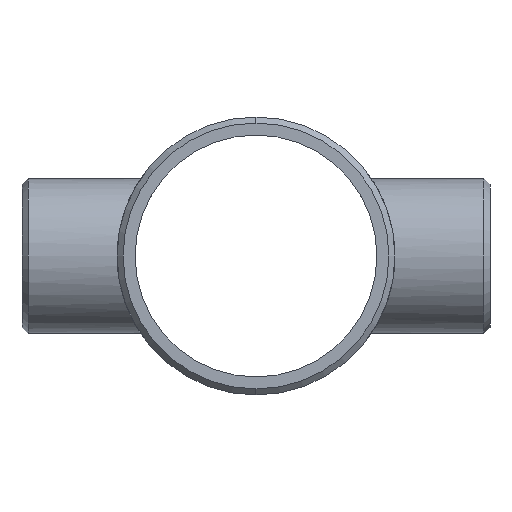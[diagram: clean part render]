
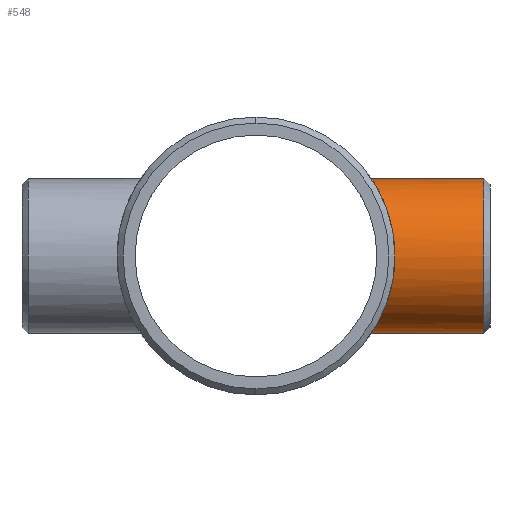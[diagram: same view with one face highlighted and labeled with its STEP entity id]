
A CAD part, left-side view. The second image highlights one B-rep face of the part: STEP entity #548.
In plain terms, the highlighted cylindrical face has radius 16.764 mm (diameter 33.528 mm), a partial arc.
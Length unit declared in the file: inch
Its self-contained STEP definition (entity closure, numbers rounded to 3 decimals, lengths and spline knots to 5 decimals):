
#9 = CARTESIAN_POINT ( 'NONE',  ( -0.08859, -0.99092, -0.6544 ) ) ;
#55 = AXIS2_PLACEMENT_3D ( 'NONE', #117, #131, #806 ) ;
#74 = CARTESIAN_POINT ( 'NONE',  ( -0.5231, -1.11703, 0.40474 ) ) ;
#83 = CARTESIAN_POINT ( 'NONE',  ( -0.64452, -1.17897, 0.14252 ) ) ;
#89 = CARTESIAN_POINT ( 'NONE',  ( -0.57109, -1.14029, -0.33357 ) ) ;
#117 = CARTESIAN_POINT ( 'NONE',  ( 0., -2., 0. ) ) ;
#124 = ORIENTED_EDGE ( 'NONE', *, *, #775, .T. ) ;
#131 = DIRECTION ( 'NONE',  ( 0., 1., 0. ) ) ;
#138 = DIRECTION ( 'NONE',  ( 0., 1., 0. ) ) ;
#155 = CARTESIAN_POINT ( 'NONE',  ( -0.64203, -1.17761, 0.15334 ) ) ;
#160 = CARTESIAN_POINT ( 'NONE',  ( -0.29572, -1.02981, 0.59162 ) ) ;
#171 = CARTESIAN_POINT ( 'NONE',  ( -0.05524, -0.98868, 0.65778 ) ) ;
#179 = CARTESIAN_POINT ( 'NONE',  ( -0.55911, -1.13448, 0.35136 ) ) ;
#196 = CARTESIAN_POINT ( 'NONE',  ( 0., -1.94867, 0.66 ) ) ;
#209 = ORIENTED_EDGE ( 'NONE', *, *, #647, .F. ) ;
#216 = CIRCLE ( 'NONE', #1119, 0.66 ) ;
#256 = CARTESIAN_POINT ( 'NONE',  ( -0.022, -0.98738, 0.65973 ) ) ;
#268 = VERTEX_POINT ( 'NONE', #690 ) ;
#276 = CARTESIAN_POINT ( 'NONE',  ( 0., -0.9872, -0.66 ) ) ;
#327 = DIRECTION ( 'NONE',  ( 0., 0., -1. ) ) ;
#331 = EDGE_LOOP ( 'NONE', ( #124, #895, #770, #209 ) ) ;
#336 = CARTESIAN_POINT ( 'NONE',  ( -0.17392, -1.00219, 0.63704 ) ) ;
#351 = EDGE_CURVE ( 'NONE', #526, #268, #557, .T. ) ;
#353 = CARTESIAN_POINT ( 'NONE',  ( -0.65994, -1.18747, 0.04487 ) ) ;
#357 = CARTESIAN_POINT ( 'NONE',  ( -0.40313, -1.06623, 0.52301 ) ) ;
#370 = VERTEX_POINT ( 'NONE', #196 ) ;
#425 = CARTESIAN_POINT ( 'NONE',  ( 0., -0.9872, 0.66 ) ) ;
#431 = CARTESIAN_POINT ( 'NONE',  ( -0.57024, -1.14002, 0.33299 ) ) ;
#435 = CARTESIAN_POINT ( 'NONE',  ( -0.62392, -1.16782, 0.21633 ) ) ;
#440 = CARTESIAN_POINT ( 'NONE',  ( -0.08835, -0.9909, 0.65444 ) ) ;
#473 = CYLINDRICAL_SURFACE ( 'NONE', #55, 0.66 ) ;
#508 = CARTESIAN_POINT ( 'NONE',  ( -0.62539, -1.16853, -0.21539 ) ) ;
#513 = CARTESIAN_POINT ( 'NONE',  ( -0.59985, -1.15513, 0.27612 ) ) ;
#516 = VECTOR ( 'NONE', #138, 39.37008 ) ;
#518 = CARTESIAN_POINT ( 'NONE',  ( -0.45149, -1.08546, 0.48188 ) ) ;
#523 = CARTESIAN_POINT ( 'NONE',  ( -0.49542, -1.10447, -0.43659 ) ) ;
#526 = VERTEX_POINT ( 'NONE', #573 ) ;
#529 = CARTESIAN_POINT ( 'NONE',  ( -0.63359, -1.17302, 0.18517 ) ) ;
#548 = ADVANCED_FACE ( 'NONE', ( #642 ), #473, .T. ) ;
#557 = B_SPLINE_CURVE_WITH_KNOTS ( 'NONE', 3,
 ( #425, #943, #256, #1133, #171, #440, #873, #609, #336, #1127, #853, #160, #1140, #950, #357, #860, #518, #963, #74, #179, #431, #867, #513, #683, #435, #529, #774, #155, #83, #781, #353, #786, #600, #938, #698, #1052, #508, #615, #89, #956, #762, #523, #1144, #704, #1035, #879, #646, #1074, #884, #994, #624, #722, #9, #1067, #1151, #276 ),
 .UNSPECIFIED., .F., .F.,
 ( 4, 2, 2, 2, 2, 2, 2, 2, 2, 2, 2, 2, 2, 2, 2, 2, 2, 2, 2, 2, 2, 2, 2, 2, 2, 2, 2, 4 ),
 ( 0.05357, 0.0544, 0.05524, 0.0569, 0.05857, 0.06024, 0.06358, 0.06525, 0.06692, 0.07026, 0.07193, 0.0736, 0.07527, 0.0761, 0.07694, 0.08028, 0.08195, 0.08362, 0.08696, 0.09029, 0.09196, 0.09363, 0.09697, 0.09864, 0.10031, 0.10365, 0.10532, 0.10699 ),
 .UNSPECIFIED. ) ;
#573 = CARTESIAN_POINT ( 'NONE',  ( 0., -0.9872, 0.66 ) ) ;
#599 = LINE ( 'NONE', #1131, #763 ) ;
#600 = CARTESIAN_POINT ( 'NONE',  ( -0.65896, -1.18692, -0.04315 ) ) ;
#609 = CARTESIAN_POINT ( 'NONE',  ( -0.15285, -0.99873, 0.64243 ) ) ;
#615 = CARTESIAN_POINT ( 'NONE',  ( -0.59155, -1.15078, -0.29592 ) ) ;
#624 = CARTESIAN_POINT ( 'NONE',  ( -0.17549, -1.00175, -0.63778 ) ) ;
#642 = FACE_OUTER_BOUND ( 'NONE', #331, .T. ) ;
#646 = CARTESIAN_POINT ( 'NONE',  ( -0.33246, -1.04152, -0.57055 ) ) ;
#647 = EDGE_CURVE ( 'NONE', #984, #268, #1109, .T. ) ;
#683 = CARTESIAN_POINT ( 'NONE',  ( -0.61651, -1.16387, 0.23659 ) ) ;
#690 = CARTESIAN_POINT ( 'NONE',  ( 0., -0.9872, -0.66 ) ) ;
#698 = CARTESIAN_POINT ( 'NONE',  ( -0.65125, -1.18266, -0.1093 ) ) ;
#704 = CARTESIAN_POINT ( 'NONE',  ( -0.43631, -1.07898, -0.49701 ) ) ;
#722 = CARTESIAN_POINT ( 'NONE',  ( -0.11055, -0.99313, -0.65105 ) ) ;
#752 = CARTESIAN_POINT ( 'NONE',  ( 0., -2., -0.66 ) ) ;
#762 = CARTESIAN_POINT ( 'NONE',  ( -0.52264, -1.11694, -0.40361 ) ) ;
#763 = VECTOR ( 'NONE', #1125, 39.37008 ) ;
#766 = CARTESIAN_POINT ( 'NONE',  ( 0., -1.94867, -0.66 ) ) ;
#770 = ORIENTED_EDGE ( 'NONE', *, *, #351, .T. ) ;
#774 = CARTESIAN_POINT ( 'NONE',  ( -0.63657, -1.17464, 0.17465 ) ) ;
#775 = EDGE_CURVE ( 'NONE', #984, #370, #216, .T. ) ;
#777 = DIRECTION ( 'NONE',  ( 0., 1., 0. ) ) ;
#781 = CARTESIAN_POINT ( 'NONE',  ( -0.65553, -1.185, 0.08847 ) ) ;
#786 = CARTESIAN_POINT ( 'NONE',  ( -0.66003, -1.18752, -0.02107 ) ) ;
#806 = DIRECTION ( 'NONE',  ( 0., 0., -1. ) ) ;
#853 = CARTESIAN_POINT ( 'NONE',  ( -0.23596, -1.01482, 0.61676 ) ) ;
#860 = CARTESIAN_POINT ( 'NONE',  ( -0.43587, -1.07903, 0.49605 ) ) ;
#867 = CARTESIAN_POINT ( 'NONE',  ( -0.59059, -1.15034, 0.2954 ) ) ;
#873 = CARTESIAN_POINT ( 'NONE',  ( -0.11007, -0.99309, 0.65112 ) ) ;
#879 = CARTESIAN_POINT ( 'NONE',  ( -0.35088, -1.04757, -0.55941 ) ) ;
#884 = CARTESIAN_POINT ( 'NONE',  ( -0.27567, -1.02479, -0.60005 ) ) ;
#895 = ORIENTED_EDGE ( 'NONE', *, *, #987, .T. ) ;
#938 = CARTESIAN_POINT ( 'NONE',  ( -0.65456, -1.18448, -0.08747 ) ) ;
#943 = CARTESIAN_POINT ( 'NONE',  ( -0.01099, -0.9872, 0.66 ) ) ;
#950 = CARTESIAN_POINT ( 'NONE',  ( -0.38597, -1.05984, 0.53579 ) ) ;
#956 = CARTESIAN_POINT ( 'NONE',  ( -0.53538, -1.12298, -0.38655 ) ) ;
#963 = CARTESIAN_POINT ( 'NONE',  ( -0.49617, -1.10454, 0.43725 ) ) ;
#984 = VERTEX_POINT ( 'NONE', #766 ) ;
#987 = EDGE_CURVE ( 'NONE', #370, #526, #599, .T. ) ;
#994 = CARTESIAN_POINT ( 'NONE',  ( -0.21665, -1.00997, -0.62489 ) ) ;
#1035 = CARTESIAN_POINT ( 'NONE',  ( -0.40383, -1.06609, -0.52377 ) ) ;
#1052 = CARTESIAN_POINT ( 'NONE',  ( -0.63823, -1.17552, -0.17374 ) ) ;
#1067 = CARTESIAN_POINT ( 'NONE',  ( -0.04452, -0.98796, -0.65887 ) ) ;
#1074 = CARTESIAN_POINT ( 'NONE',  ( -0.29489, -1.03014, -0.59084 ) ) ;
#1109 = LINE ( 'NONE', #752, #516 ) ;
#1119 = AXIS2_PLACEMENT_3D ( 'NONE', #1129, #777, #327 ) ;
#1125 = DIRECTION ( 'NONE',  ( 0., 1., 0. ) ) ;
#1127 = CARTESIAN_POINT ( 'NONE',  ( -0.21542, -1.01022, 0.62423 ) ) ;
#1129 = CARTESIAN_POINT ( 'NONE',  ( 0., -1.94867, 0. ) ) ;
#1131 = CARTESIAN_POINT ( 'NONE',  ( 0., -2., 0.66 ) ) ;
#1133 = CARTESIAN_POINT ( 'NONE',  ( -0.04411, -0.98812, 0.65862 ) ) ;
#1140 = CARTESIAN_POINT ( 'NONE',  ( -0.33311, -1.04136, 0.57135 ) ) ;
#1144 = CARTESIAN_POINT ( 'NONE',  ( -0.48113, -1.09812, -0.45228 ) ) ;
#1151 = CARTESIAN_POINT ( 'NONE',  ( -0.02227, -0.9872, -0.66 ) ) ;
